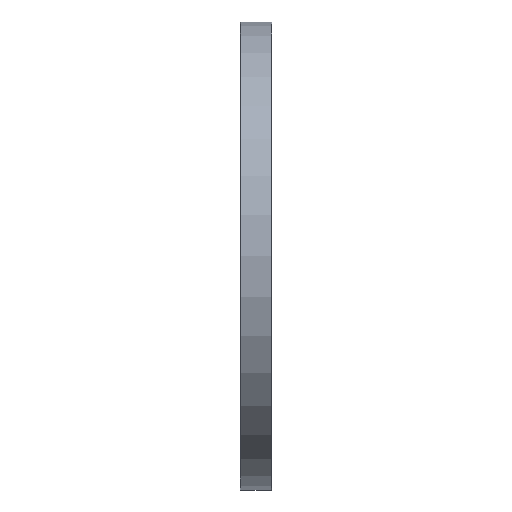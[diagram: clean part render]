
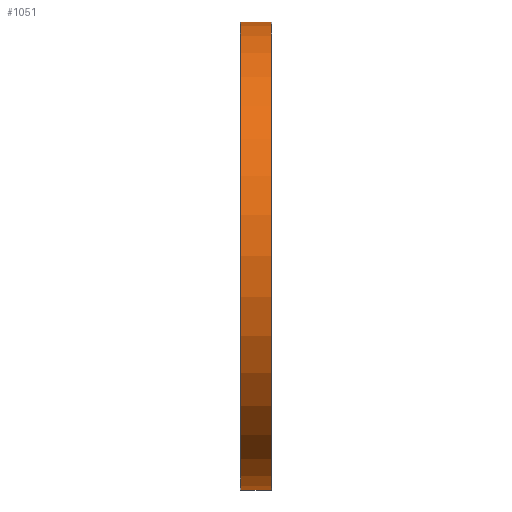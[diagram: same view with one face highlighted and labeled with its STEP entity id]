
A CAD part, left-side view. The second image highlights one B-rep face of the part: STEP entity #1051.
In plain terms, the highlighted cylindrical face has radius 209.55 mm (diameter 419.1 mm), a partial arc.
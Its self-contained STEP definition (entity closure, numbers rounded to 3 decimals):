
#375 = CIRCLE ( 'NONE', #396, 209.55 ) ;
#384 = ORIENTED_EDGE ( 'NONE', *, *, #2386, .T. ) ;
#396 = AXIS2_PLACEMENT_3D ( 'NONE', #626, #2965, #963 ) ;
#428 = AXIS2_PLACEMENT_3D ( 'NONE', #1221, #3501, #1563 ) ;
#500 = ORIENTED_EDGE ( 'NONE', *, *, #2283, .T. ) ;
#535 = VERTEX_POINT ( 'NONE', #2159 ) ;
#626 = CARTESIAN_POINT ( 'NONE',  ( 0., 0.4, 0. ) ) ;
#746 = DIRECTION ( 'NONE',  ( 0., -1., 0. ) ) ;
#963 = DIRECTION ( 'NONE',  ( 0., 0., 1. ) ) ;
#1051 = ADVANCED_FACE ( 'NONE', ( #3897 ), #3791, .T. ) ;
#1090 = VERTEX_POINT ( 'NONE', #2569 ) ;
#1221 = CARTESIAN_POINT ( 'NONE',  ( 0., 28.1, 0. ) ) ;
#1249 = AXIS2_PLACEMENT_3D ( 'NONE', #2210, #2555, #4047 ) ;
#1255 = VECTOR ( 'NONE', #746, 1000. ) ;
#1478 = ORIENTED_EDGE ( 'NONE', *, *, #2385, .F. ) ;
#1563 = DIRECTION ( 'NONE',  ( 0., 0., -1. ) ) ;
#1707 = CIRCLE ( 'NONE', #428, 209.55 ) ;
#1758 = VERTEX_POINT ( 'NONE', #3773 ) ;
#1885 = EDGE_LOOP ( 'NONE', ( #1478, #2685, #384, #500 ) ) ;
#1899 = CARTESIAN_POINT ( 'NONE',  ( 0., 0.4, -209.55 ) ) ;
#2059 = VECTOR ( 'NONE', #3367, 1000. ) ;
#2084 = CARTESIAN_POINT ( 'NONE',  ( 0., -6.114, -209.55 ) ) ;
#2140 = LINE ( 'NONE', #2084, #2059 ) ;
#2159 = CARTESIAN_POINT ( 'NONE',  ( 0., 28.1, 209.55 ) ) ;
#2198 = EDGE_CURVE ( 'NONE', #535, #1090, #1707, .T. ) ;
#2210 = CARTESIAN_POINT ( 'NONE',  ( 0., -6.114, 0. ) ) ;
#2283 = EDGE_CURVE ( 'NONE', #2757, #1758, #375, .T. ) ;
#2385 = EDGE_CURVE ( 'NONE', #535, #1758, #3043, .T. ) ;
#2386 = EDGE_CURVE ( 'NONE', #1090, #2757, #2140, .T. ) ;
#2555 = DIRECTION ( 'NONE',  ( 0., -1., 0. ) ) ;
#2569 = CARTESIAN_POINT ( 'NONE',  ( 0., 28.1, -209.55 ) ) ;
#2685 = ORIENTED_EDGE ( 'NONE', *, *, #2198, .T. ) ;
#2755 = CARTESIAN_POINT ( 'NONE',  ( 0., -6.114, 209.55 ) ) ;
#2757 = VERTEX_POINT ( 'NONE', #1899 ) ;
#2965 = DIRECTION ( 'NONE',  ( 0., 1., 0. ) ) ;
#3043 = LINE ( 'NONE', #2755, #1255 ) ;
#3367 = DIRECTION ( 'NONE',  ( 0., -1., 0. ) ) ;
#3501 = DIRECTION ( 'NONE',  ( 0., -1., 0. ) ) ;
#3773 = CARTESIAN_POINT ( 'NONE',  ( 0., 0.4, 209.55 ) ) ;
#3791 = CYLINDRICAL_SURFACE ( 'NONE', #1249, 209.55 ) ;
#3897 = FACE_OUTER_BOUND ( 'NONE', #1885, .T. ) ;
#4047 = DIRECTION ( 'NONE',  ( 0., 0., -1. ) ) ;
